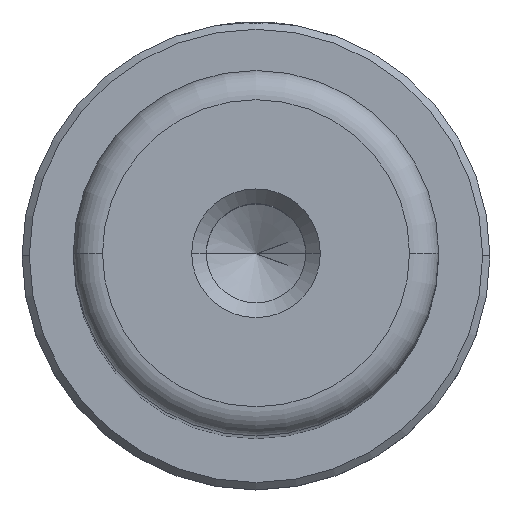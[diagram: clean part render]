
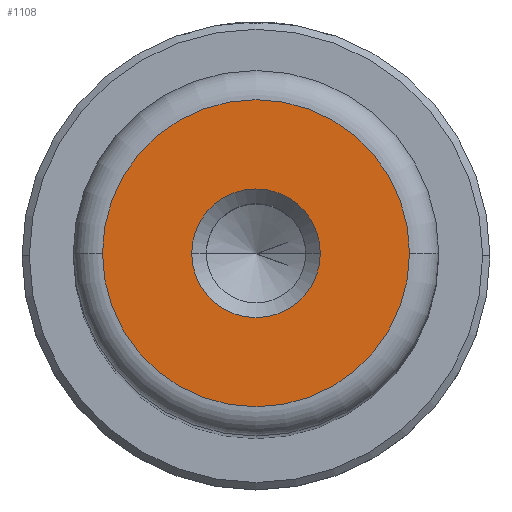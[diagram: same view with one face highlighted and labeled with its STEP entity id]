
A CAD part, top view. The second image highlights one B-rep face of the part: STEP entity #1108.
In plain terms, the highlighted planar face has unit normal (0, 0, 1).
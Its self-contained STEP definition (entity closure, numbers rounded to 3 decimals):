
#39 = VERTEX_POINT ( 'NONE', #1979 ) ;
#50 = VERTEX_POINT ( 'NONE', #1559 ) ;
#63 = AXIS2_PLACEMENT_3D ( 'NONE', #1529, #1479, #1441 ) ;
#74 = EDGE_CURVE ( 'NONE', #1350, #1326, #460, .T. ) ;
#131 = EDGE_CURVE ( 'NONE', #1326, #1350, #438, .T. ) ;
#201 = CARTESIAN_POINT ( 'NONE',  ( 0., 0., 126. ) ) ;
#231 = DIRECTION ( 'NONE',  ( 0., 0., -1. ) ) ;
#239 = ORIENTED_EDGE ( 'NONE', *, *, #1406, .T. ) ;
#355 = DIRECTION ( 'NONE',  ( 1., 0., 0. ) ) ;
#438 = CIRCLE ( 'NONE', #619, 4.4 ) ;
#453 = AXIS2_PLACEMENT_3D ( 'NONE', #1566, #1560, #1524 ) ;
#460 = CIRCLE ( 'NONE', #63, 4.4 ) ;
#492 = CARTESIAN_POINT ( 'NONE',  ( 0., 0., 126. ) ) ;
#619 = AXIS2_PLACEMENT_3D ( 'NONE', #201, #231, #355 ) ;
#663 = FACE_OUTER_BOUND ( 'NONE', #850, .T. ) ;
#717 = FACE_BOUND ( 'NONE', #1351, .T. ) ;
#718 = CARTESIAN_POINT ( 'NONE',  ( -4.4, 0., 126. ) ) ;
#731 = CARTESIAN_POINT ( 'NONE',  ( 0., 0., 126. ) ) ;
#741 = EDGE_CURVE ( 'NONE', #39, #50, #1603, .T. ) ;
#753 = ORIENTED_EDGE ( 'NONE', *, *, #74, .T. ) ;
#788 = PLANE ( 'NONE',  #1186 ) ;
#816 = DIRECTION ( 'NONE',  ( 0., 0., 1. ) ) ;
#850 = EDGE_LOOP ( 'NONE', ( #239, #1677 ) ) ;
#913 = DIRECTION ( 'NONE',  ( 1., 0., 0. ) ) ;
#1108 = ADVANCED_FACE ( 'NONE', ( #717, #663 ), #788, .T. ) ;
#1186 = AXIS2_PLACEMENT_3D ( 'NONE', #492, #816, #1905 ) ;
#1326 = VERTEX_POINT ( 'NONE', #1668 ) ;
#1350 = VERTEX_POINT ( 'NONE', #718 ) ;
#1351 = EDGE_LOOP ( 'NONE', ( #1638, #753 ) ) ;
#1406 = EDGE_CURVE ( 'NONE', #50, #39, #1902, .T. ) ;
#1441 = DIRECTION ( 'NONE',  ( 1., 0., 0. ) ) ;
#1479 = DIRECTION ( 'NONE',  ( 0., 0., -1. ) ) ;
#1524 = DIRECTION ( 'NONE',  ( 1., 0., 0. ) ) ;
#1529 = CARTESIAN_POINT ( 'NONE',  ( 0., 0., 126. ) ) ;
#1559 = CARTESIAN_POINT ( 'NONE',  ( 10.5, 0., 126. ) ) ;
#1560 = DIRECTION ( 'NONE',  ( 0., 0., 1. ) ) ;
#1566 = CARTESIAN_POINT ( 'NONE',  ( 0., 0., 126. ) ) ;
#1603 = CIRCLE ( 'NONE', #453, 10.5 ) ;
#1638 = ORIENTED_EDGE ( 'NONE', *, *, #131, .T. ) ;
#1668 = CARTESIAN_POINT ( 'NONE',  ( 4.4, 0., 126. ) ) ;
#1677 = ORIENTED_EDGE ( 'NONE', *, *, #741, .T. ) ;
#1835 = DIRECTION ( 'NONE',  ( 0., 0., 1. ) ) ;
#1847 = AXIS2_PLACEMENT_3D ( 'NONE', #731, #1835, #913 ) ;
#1902 = CIRCLE ( 'NONE', #1847, 10.5 ) ;
#1905 = DIRECTION ( 'NONE',  ( 1., 0., 0. ) ) ;
#1979 = CARTESIAN_POINT ( 'NONE',  ( -10.5, 0., 126. ) ) ;
